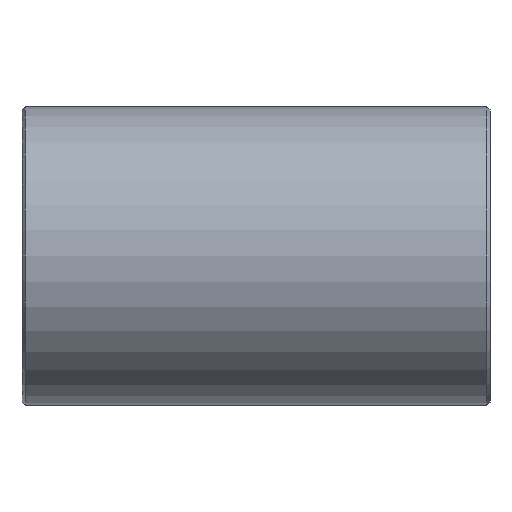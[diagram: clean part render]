
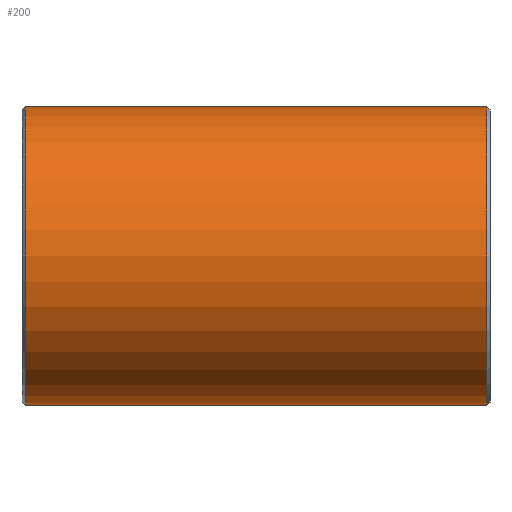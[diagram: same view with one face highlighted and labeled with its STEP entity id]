
A CAD part, front view. The second image highlights one B-rep face of the part: STEP entity #200.
In plain terms, the highlighted cylindrical face has radius 161.925 mm (diameter 323.85 mm), a partial arc.
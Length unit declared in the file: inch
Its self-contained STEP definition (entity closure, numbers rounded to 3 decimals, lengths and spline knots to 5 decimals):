
#40 = DIRECTION ( 'NONE',  ( -1., 0., 0. ) ) ;
#48 = DIRECTION ( 'NONE',  ( -1., 0., 0. ) ) ;
#70 = AXIS2_PLACEMENT_3D ( 'NONE', #578, #867, #509 ) ;
#84 = ORIENTED_EDGE ( 'NONE', *, *, #535, .T. ) ;
#120 = CARTESIAN_POINT ( 'NONE',  ( 10., 0., 0. ) ) ;
#161 = EDGE_LOOP ( 'NONE', ( #875, #703, #84, #863 ) ) ;
#177 = DIRECTION ( 'NONE',  ( 0., 0., 1. ) ) ;
#200 = ADVANCED_FACE ( 'NONE', ( #391 ), #606, .T. ) ;
#209 = VERTEX_POINT ( 'NONE', #549 ) ;
#213 = VECTOR ( 'NONE', #718, 39.37008 ) ;
#243 = CARTESIAN_POINT ( 'NONE',  ( 9.86467, 0., -6.375 ) ) ;
#261 = VERTEX_POINT ( 'NONE', #243 ) ;
#276 = CARTESIAN_POINT ( 'NONE',  ( 10., 0., -6.375 ) ) ;
#281 = LINE ( 'NONE', #276, #213 ) ;
#306 = CARTESIAN_POINT ( 'NONE',  ( -9.86467, 0., 6.375 ) ) ;
#314 = EDGE_CURVE ( 'NONE', #453, #209, #784, .T. ) ;
#318 = AXIS2_PLACEMENT_3D ( 'NONE', #120, #48, #899 ) ;
#322 = DIRECTION ( 'NONE',  ( 1., 0., 0. ) ) ;
#391 = FACE_OUTER_BOUND ( 'NONE', #161, .T. ) ;
#453 = VERTEX_POINT ( 'NONE', #306 ) ;
#496 = AXIS2_PLACEMENT_3D ( 'NONE', #680, #322, #177 ) ;
#509 = DIRECTION ( 'NONE',  ( 0., 0., -1. ) ) ;
#535 = EDGE_CURVE ( 'NONE', #772, #453, #817, .T. ) ;
#549 = CARTESIAN_POINT ( 'NONE',  ( -9.86467, 0., -6.375 ) ) ;
#578 = CARTESIAN_POINT ( 'NONE',  ( 9.86467, 0., 0. ) ) ;
#591 = VECTOR ( 'NONE', #40, 39.37008 ) ;
#606 = CYLINDRICAL_SURFACE ( 'NONE', #318, 6.375 ) ;
#661 = EDGE_CURVE ( 'NONE', #261, #209, #281, .T. ) ;
#680 = CARTESIAN_POINT ( 'NONE',  ( -9.86467, 0., 0. ) ) ;
#703 = ORIENTED_EDGE ( 'NONE', *, *, #783, .T. ) ;
#718 = DIRECTION ( 'NONE',  ( -1., 0., 0. ) ) ;
#737 = CARTESIAN_POINT ( 'NONE',  ( 10., 0., 6.375 ) ) ;
#772 = VERTEX_POINT ( 'NONE', #786 ) ;
#783 = EDGE_CURVE ( 'NONE', #261, #772, #922, .T. ) ;
#784 = CIRCLE ( 'NONE', #496, 6.375 ) ;
#786 = CARTESIAN_POINT ( 'NONE',  ( 9.86467, 0., 6.375 ) ) ;
#817 = LINE ( 'NONE', #737, #591 ) ;
#863 = ORIENTED_EDGE ( 'NONE', *, *, #314, .T. ) ;
#867 = DIRECTION ( 'NONE',  ( -1., 0., 0. ) ) ;
#875 = ORIENTED_EDGE ( 'NONE', *, *, #661, .F. ) ;
#899 = DIRECTION ( 'NONE',  ( 0., 0., 1. ) ) ;
#922 = CIRCLE ( 'NONE', #70, 6.375 ) ;
